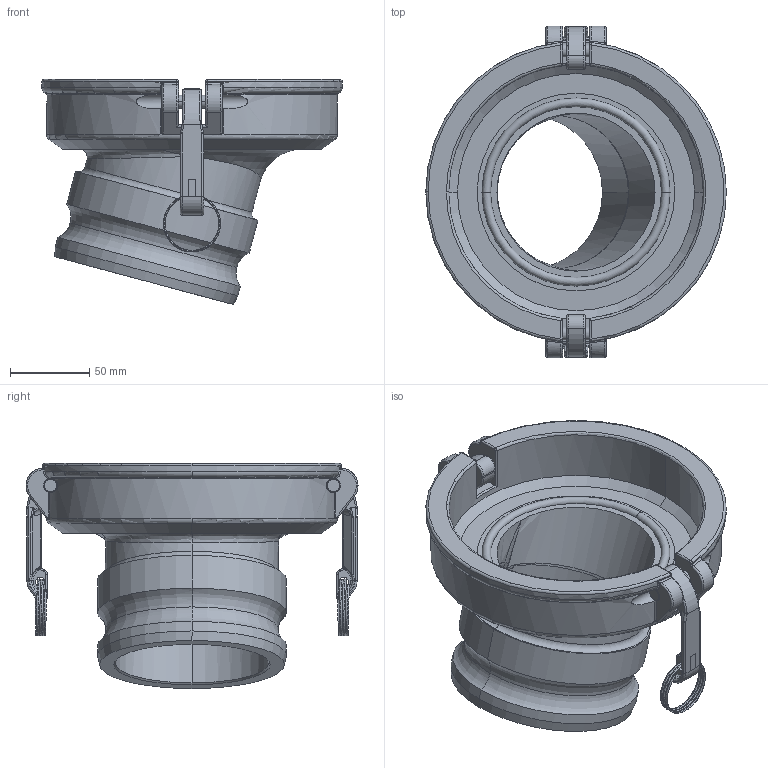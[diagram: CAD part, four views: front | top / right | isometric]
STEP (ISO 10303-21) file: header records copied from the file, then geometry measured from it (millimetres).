
FILE_DESCRIPTION (( 'STEP AP214' ), '1' );
FILE_NAME ('VKA4C_Abgabe-Adapter 4in Camlock.STEP', '2015-03-03T12:14:30', ( 'Admin1' ), ( '' ), 'SwSTEP 2.0', 'SolidWorks 2014', '' );
FILE_SCHEMA (( 'AUTOMOTIVE_DESIGN' ));
Length unit declared in the file: millimetre
Products named in the file (1): VKA4C_Abgabe-Adapter 4in Camlock
Bounding box: 190 x 210 x 142.34 mm (x, y, z)
Volume: 647086 mm3; surface area: 159347.9 mm2
Topology: 5 solids, 5 shells, 497 faces, 1192 edges, 687 vertices
Faces by surface type: cylinder 166, bspline 147, torus 86, plane 70, cone 16, sphere 12
Entity records: 23490 total; most frequent: CARTESIAN_POINT 13081, ORIENTED_EDGE 2340, DIRECTION 1996, EDGE_CURVE 1170, AXIS2_PLACEMENT_3D 851, VERTEX_POINT 687, EDGE_LOOP 515, CIRCLE 500
